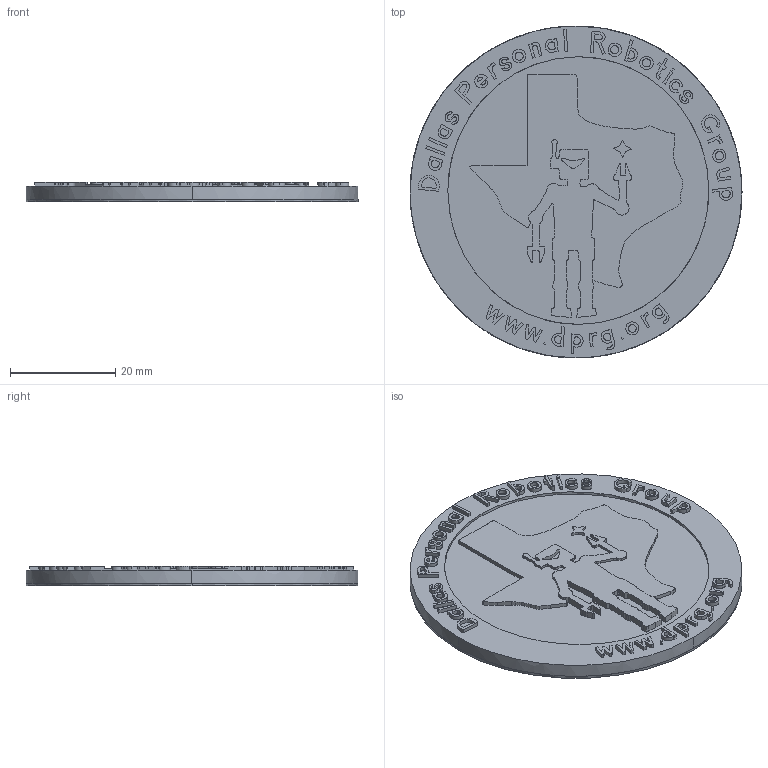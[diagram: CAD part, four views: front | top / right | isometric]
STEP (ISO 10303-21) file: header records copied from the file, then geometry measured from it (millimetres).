
FILE_DESCRIPTION(('STEP AP214'),'1');
FILE_NAME('dprg_logo_SOLID_PRINTABLE.stp','2015-06-29T20:35:17',(' '),(' '),'Spatial InterOp 3D',' ',' ');
FILE_SCHEMA(('automotive_design'));
Length unit declared in the file: metre
Products named in the file (1): 1
Bounding box: 63.14 x 63.14 x 3.75 mm (x, y, z)
Volume: 9259 mm3; surface area: 7586.4 mm2
Topology: 1 solids, 1 shells, 754 faces, 2066 edges, 1376 vertices
Faces by surface type: cylinder 380, plane 340, bspline 24, extrusion 10
Entity records: 30654 total; most frequent: CARTESIAN_POINT 4746, DIRECTION 4308, ORIENTED_EDGE 4132, EDGE_CURVE 2066, AXIS2_PLACEMENT_3D 1535, VERTEX_POINT 1376, VECTOR 1238, LINE 1228
